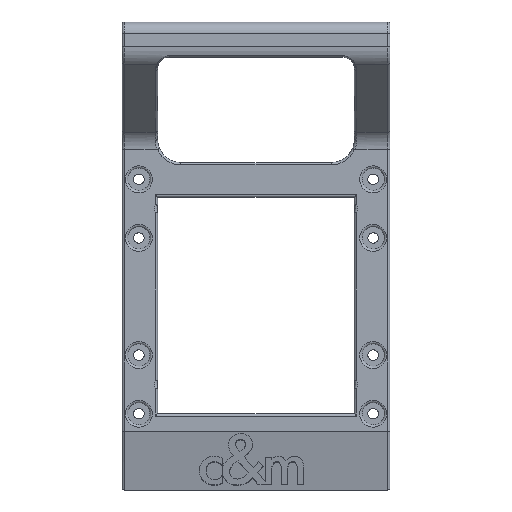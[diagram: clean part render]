
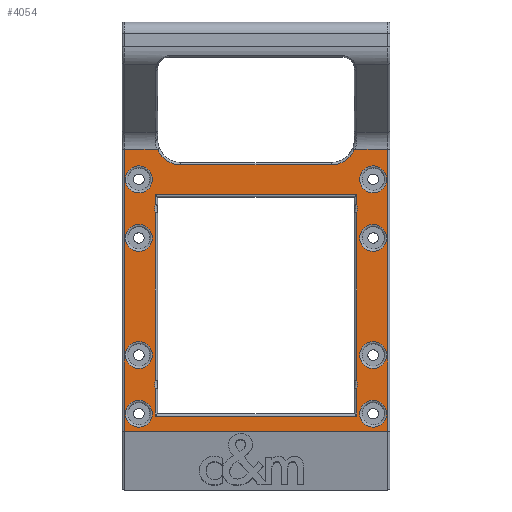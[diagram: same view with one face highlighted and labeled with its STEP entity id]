
A CAD part, front view. The second image highlights one B-rep face of the part: STEP entity #4054.
In plain terms, the highlighted planar face has unit normal (0, -1, 0).
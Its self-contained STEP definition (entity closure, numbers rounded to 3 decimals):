
#249=CIRCLE('',#4355,5.75);
#251=CIRCLE('',#4359,5.75);
#253=CIRCLE('',#4367,5.75);
#256=CIRCLE('',#4372,5.75);
#259=CIRCLE('',#4384,11.);
#260=CIRCLE('',#4385,11.);
#261=CIRCLE('',#4386,5.75);
#262=CIRCLE('',#4387,5.75);
#263=CIRCLE('',#4388,5.75);
#264=CIRCLE('',#4389,5.75);
#265=CIRCLE('',#4390,5.75);
#266=CIRCLE('',#4391,5.75);
#267=CIRCLE('',#4392,5.75);
#268=CIRCLE('',#4393,5.75);
#435=FACE_BOUND('',#876,.T.);
#436=FACE_BOUND('',#877,.T.);
#437=FACE_BOUND('',#878,.T.);
#438=FACE_BOUND('',#879,.T.);
#439=FACE_BOUND('',#880,.T.);
#440=FACE_BOUND('',#881,.T.);
#441=FACE_BOUND('',#882,.T.);
#442=FACE_BOUND('',#883,.T.);
#443=FACE_BOUND('',#884,.T.);
#616=FACE_OUTER_BOUND('',#875,.T.);
#875=EDGE_LOOP('',(#3457,#3458,#3459,#3460,#3461,#3462,#3463,#3464));
#876=EDGE_LOOP('',(#3465));
#877=EDGE_LOOP('',(#3466));
#878=EDGE_LOOP('',(#3467));
#879=EDGE_LOOP('',(#3468));
#880=EDGE_LOOP('',(#3469));
#881=EDGE_LOOP('',(#3470));
#882=EDGE_LOOP('',(#3471));
#883=EDGE_LOOP('',(#3472));
#884=EDGE_LOOP('',(#3473,#3474,#3475,#3476,#3477,#3478,#3479,#3480,#3481,
#3482,#3483,#3484));
#1253=LINE('',#7091,#1505);
#1261=LINE('',#7142,#1513);
#1267=LINE('',#7215,#1519);
#1289=LINE('',#7374,#1541);
#1315=LINE('',#7526,#1567);
#1316=LINE('',#7561,#1568);
#1317=LINE('',#7565,#1569);
#1319=LINE('',#7571,#1571);
#1322=LINE('',#7611,#1574);
#1324=LINE('',#7648,#1576);
#1325=LINE('',#7652,#1577);
#1326=LINE('',#7655,#1578);
#1334=LINE('',#7674,#1586);
#1335=LINE('',#7678,#1587);
#1505=VECTOR('',#4827,10.);
#1513=VECTOR('',#4891,10.);
#1519=VECTOR('',#4909,10.);
#1541=VECTOR('',#5019,10.);
#1567=VECTOR('',#5161,10.);
#1568=VECTOR('',#5170,10.);
#1569=VECTOR('',#5175,10.);
#1571=VECTOR('',#5181,10.);
#1574=VECTOR('',#5192,10.);
#1576=VECTOR('',#5202,10.);
#1577=VECTOR('',#5207,10.);
#1578=VECTOR('',#5212,10.);
#1586=VECTOR('',#5232,10.);
#1587=VECTOR('',#5235,10.);
#1793=VERTEX_POINT('',#7051);
#1803=VERTEX_POINT('',#7081);
#1805=VERTEX_POINT('',#7087);
#1826=VERTEX_POINT('',#7213);
#1866=VERTEX_POINT('',#7373);
#1899=VERTEX_POINT('',#7492);
#1900=VERTEX_POINT('',#7493);
#1901=VERTEX_POINT('',#7525);
#1902=VERTEX_POINT('',#7542);
#1903=VERTEX_POINT('',#7560);
#1904=VERTEX_POINT('',#7564);
#1906=VERTEX_POINT('',#7570);
#1908=VERTEX_POINT('',#7589);
#1911=VERTEX_POINT('',#7610);
#1913=VERTEX_POINT('',#7629);
#1914=VERTEX_POINT('',#7647);
#1915=VERTEX_POINT('',#7651);
#1920=VERTEX_POINT('',#7673);
#1921=VERTEX_POINT('',#7675);
#1922=VERTEX_POINT('',#7677);
#1923=VERTEX_POINT('',#7680);
#1924=VERTEX_POINT('',#7682);
#1925=VERTEX_POINT('',#7684);
#1926=VERTEX_POINT('',#7686);
#1927=VERTEX_POINT('',#7688);
#1928=VERTEX_POINT('',#7690);
#1929=VERTEX_POINT('',#7692);
#1930=VERTEX_POINT('',#7694);
#2272=EDGE_CURVE('',#1803,#1805,#1253,.T.);
#2298=EDGE_CURVE('',#1793,#1803,#1261,.T.);
#2308=EDGE_CURVE('',#1826,#1793,#1267,.T.);
#2365=EDGE_CURVE('',#1805,#1866,#1289,.T.);
#2421=EDGE_CURVE('',#1899,#1900,#249,.T.);
#2425=EDGE_CURVE('',#1900,#1901,#1315,.T.);
#2427=EDGE_CURVE('',#1901,#1902,#251,.T.);
#2430=EDGE_CURVE('',#1902,#1903,#1316,.T.);
#2432=EDGE_CURVE('',#1903,#1904,#1317,.T.);
#2435=EDGE_CURVE('',#1904,#1906,#1319,.T.);
#2438=EDGE_CURVE('',#1906,#1908,#253,.T.);
#2442=EDGE_CURVE('',#1908,#1911,#1322,.T.);
#2445=EDGE_CURVE('',#1911,#1913,#256,.T.);
#2448=EDGE_CURVE('',#1913,#1914,#1324,.T.);
#2450=EDGE_CURVE('',#1914,#1915,#1325,.T.);
#2452=EDGE_CURVE('',#1915,#1899,#1326,.T.);
#2462=EDGE_CURVE('',#1920,#1826,#1334,.T.);
#2463=EDGE_CURVE('',#1921,#1920,#259,.T.);
#2464=EDGE_CURVE('',#1922,#1921,#1335,.T.);
#2465=EDGE_CURVE('',#1866,#1922,#260,.T.);
#2466=EDGE_CURVE('',#1923,#1923,#261,.T.);
#2467=EDGE_CURVE('',#1924,#1924,#262,.T.);
#2468=EDGE_CURVE('',#1925,#1925,#263,.T.);
#2469=EDGE_CURVE('',#1926,#1926,#264,.T.);
#2470=EDGE_CURVE('',#1927,#1927,#265,.T.);
#2471=EDGE_CURVE('',#1928,#1928,#266,.T.);
#2472=EDGE_CURVE('',#1929,#1929,#267,.T.);
#2473=EDGE_CURVE('',#1930,#1930,#268,.T.);
#3457=ORIENTED_EDGE('',*,*,#2308,.F.);
#3458=ORIENTED_EDGE('',*,*,#2462,.F.);
#3459=ORIENTED_EDGE('',*,*,#2463,.F.);
#3460=ORIENTED_EDGE('',*,*,#2464,.F.);
#3461=ORIENTED_EDGE('',*,*,#2465,.F.);
#3462=ORIENTED_EDGE('',*,*,#2365,.F.);
#3463=ORIENTED_EDGE('',*,*,#2272,.F.);
#3464=ORIENTED_EDGE('',*,*,#2298,.F.);
#3465=ORIENTED_EDGE('',*,*,#2466,.F.);
#3466=ORIENTED_EDGE('',*,*,#2467,.F.);
#3467=ORIENTED_EDGE('',*,*,#2468,.F.);
#3468=ORIENTED_EDGE('',*,*,#2469,.F.);
#3469=ORIENTED_EDGE('',*,*,#2470,.F.);
#3470=ORIENTED_EDGE('',*,*,#2471,.F.);
#3471=ORIENTED_EDGE('',*,*,#2472,.F.);
#3472=ORIENTED_EDGE('',*,*,#2473,.F.);
#3473=ORIENTED_EDGE('',*,*,#2421,.F.);
#3474=ORIENTED_EDGE('',*,*,#2452,.F.);
#3475=ORIENTED_EDGE('',*,*,#2450,.F.);
#3476=ORIENTED_EDGE('',*,*,#2448,.F.);
#3477=ORIENTED_EDGE('',*,*,#2445,.F.);
#3478=ORIENTED_EDGE('',*,*,#2442,.F.);
#3479=ORIENTED_EDGE('',*,*,#2438,.F.);
#3480=ORIENTED_EDGE('',*,*,#2435,.F.);
#3481=ORIENTED_EDGE('',*,*,#2432,.F.);
#3482=ORIENTED_EDGE('',*,*,#2430,.F.);
#3483=ORIENTED_EDGE('',*,*,#2427,.F.);
#3484=ORIENTED_EDGE('',*,*,#2425,.F.);
#3867=PLANE('',#4383);
#4054=ADVANCED_FACE('',(#616,#435,#436,#437,#438,#439,#440,#441,#442,#443),
#3867,.T.);
#4355=AXIS2_PLACEMENT_3D('',#7494,#5155,#5156);
#4359=AXIS2_PLACEMENT_3D('',#7543,#5164,#5165);
#4367=AXIS2_PLACEMENT_3D('',#7590,#5185,#5186);
#4372=AXIS2_PLACEMENT_3D('',#7630,#5197,#5198);
#4383=AXIS2_PLACEMENT_3D('',#7672,#5230,#5231);
#4384=AXIS2_PLACEMENT_3D('',#7676,#5233,#5234);
#4385=AXIS2_PLACEMENT_3D('',#7679,#5236,#5237);
#4386=AXIS2_PLACEMENT_3D('',#7681,#5238,#5239);
#4387=AXIS2_PLACEMENT_3D('',#7683,#5240,#5241);
#4388=AXIS2_PLACEMENT_3D('',#7685,#5242,#5243);
#4389=AXIS2_PLACEMENT_3D('',#7687,#5244,#5245);
#4390=AXIS2_PLACEMENT_3D('',#7689,#5246,#5247);
#4391=AXIS2_PLACEMENT_3D('',#7691,#5248,#5249);
#4392=AXIS2_PLACEMENT_3D('',#7693,#5250,#5251);
#4393=AXIS2_PLACEMENT_3D('',#7695,#5252,#5253);
#4827=DIRECTION('',(0.,0.,1.));
#4891=DIRECTION('',(-1.,0.,0.));
#4909=DIRECTION('',(0.,0.,-1.));
#5019=DIRECTION('',(1.,0.,0.));
#5155=DIRECTION('center_axis',(0.,-1.,0.));
#5156=DIRECTION('ref_axis',(1.,0.,0.));
#5161=DIRECTION('',(0.,0.,1.));
#5164=DIRECTION('center_axis',(0.,-1.,0.));
#5165=DIRECTION('ref_axis',(1.,0.,0.));
#5170=DIRECTION('',(0.,0.,1.));
#5175=DIRECTION('',(-1.,0.,0.));
#5181=DIRECTION('',(0.,0.,-1.));
#5185=DIRECTION('center_axis',(0.,-1.,0.));
#5186=DIRECTION('ref_axis',(-1.,0.,0.));
#5192=DIRECTION('',(0.,0.,-1.));
#5197=DIRECTION('center_axis',(0.,-1.,0.));
#5198=DIRECTION('ref_axis',(-1.,0.,0.));
#5202=DIRECTION('',(0.,0.,-1.));
#5207=DIRECTION('',(1.,0.,0.));
#5212=DIRECTION('',(0.,0.,1.));
#5230=DIRECTION('center_axis',(0.,-1.,0.));
#5231=DIRECTION('ref_axis',(0.,0.,-1.));
#5232=DIRECTION('',(1.,0.,0.));
#5233=DIRECTION('center_axis',(0.,-1.,0.));
#5234=DIRECTION('ref_axis',(0.53,0.,-0.848));
#5235=DIRECTION('',(1.,0.,0.));
#5236=DIRECTION('center_axis',(0.,-1.,0.));
#5237=DIRECTION('ref_axis',(-0.53,0.,-0.848));
#5238=DIRECTION('center_axis',(0.,-1.,0.));
#5239=DIRECTION('ref_axis',(0.,0.,1.));
#5240=DIRECTION('center_axis',(0.,-1.,0.));
#5241=DIRECTION('ref_axis',(0.,0.,1.));
#5242=DIRECTION('center_axis',(0.,-1.,0.));
#5243=DIRECTION('ref_axis',(0.,0.,1.));
#5244=DIRECTION('center_axis',(0.,-1.,0.));
#5245=DIRECTION('ref_axis',(0.,0.,1.));
#5246=DIRECTION('center_axis',(0.,-1.,0.));
#5247=DIRECTION('ref_axis',(0.,0.,1.));
#5248=DIRECTION('center_axis',(0.,-1.,0.));
#5249=DIRECTION('ref_axis',(0.,0.,1.));
#5250=DIRECTION('center_axis',(0.,-1.,0.));
#5251=DIRECTION('ref_axis',(0.,0.,1.));
#5252=DIRECTION('center_axis',(0.,-1.,0.));
#5253=DIRECTION('ref_axis',(0.,0.,1.));
#7051=CARTESIAN_POINT('',(113.3,-7.,-0.301));
#7081=CARTESIAN_POINT('',(1.,-7.,-0.301));
#7087=CARTESIAN_POINT('',(1.,-7.,119.915));
#7091=CARTESIAN_POINT('',(1.,-7.,85.725));
#7142=CARTESIAN_POINT('',(57.15,-7.,-0.301));
#7213=CARTESIAN_POINT('',(113.3,-7.,119.915));
#7215=CARTESIAN_POINT('',(113.3,-7.,108.225));
#7373=CARTESIAN_POINT('',(15.056,-7.,119.915));
#7374=CARTESIAN_POINT('',(36.147,-7.,119.915));
#7492=CARTESIAN_POINT('',(100.155,-7.,17.99));
#7493=CARTESIAN_POINT('',(100.155,-7.,21.31));
#7494=CARTESIAN_POINT('Origin',(94.65,-7.,19.65));
#7525=CARTESIAN_POINT('',(100.155,-7.,92.99));
#7526=CARTESIAN_POINT('',(100.155,-7.,78.32));
#7542=CARTESIAN_POINT('',(100.155,-7.,96.31));
#7543=CARTESIAN_POINT('Origin',(94.65,-7.,94.65));
#7560=CARTESIAN_POINT('',(100.155,-7.,100.491));
#7561=CARTESIAN_POINT('',(100.155,-7.,78.32));
#7564=CARTESIAN_POINT('',(14.145,-7.,100.491));
#7565=CARTESIAN_POINT('',(36.147,-7.,100.491));
#7570=CARTESIAN_POINT('',(14.145,-7.,96.31));
#7571=CARTESIAN_POINT('',(14.145,-7.,32.15));
#7589=CARTESIAN_POINT('',(14.145,-7.,92.99));
#7590=CARTESIAN_POINT('Origin',(19.65,-7.,94.65));
#7610=CARTESIAN_POINT('',(14.145,-7.,21.31));
#7611=CARTESIAN_POINT('',(14.145,-7.,32.15));
#7629=CARTESIAN_POINT('',(14.145,-7.,17.99));
#7630=CARTESIAN_POINT('Origin',(19.65,-7.,19.65));
#7647=CARTESIAN_POINT('',(14.145,-7.,6.15));
#7648=CARTESIAN_POINT('',(14.145,-7.,32.15));
#7651=CARTESIAN_POINT('',(100.155,-7.,6.15));
#7652=CARTESIAN_POINT('',(78.153,-7.,6.15));
#7655=CARTESIAN_POINT('',(100.155,-7.,78.32));
#7672=CARTESIAN_POINT('Origin',(57.15,-7.,57.15));
#7673=CARTESIAN_POINT('',(99.244,-7.,119.915));
#7674=CARTESIAN_POINT('',(85.725,-7.,119.915));
#7675=CARTESIAN_POINT('',(89.155,-7.,113.3));
#7676=CARTESIAN_POINT('Origin',(89.155,-7.,124.3));
#7677=CARTESIAN_POINT('',(25.145,-7.,113.3));
#7678=CARTESIAN_POINT('',(85.725,-7.,113.3));
#7679=CARTESIAN_POINT('Origin',(25.145,-7.,124.3));
#7680=CARTESIAN_POINT('',(107.15,-7.,101.4));
#7681=CARTESIAN_POINT('Origin',(107.15,-7.,107.15));
#7682=CARTESIAN_POINT('',(7.15,-7.,101.4));
#7683=CARTESIAN_POINT('Origin',(7.15,-7.,107.15));
#7684=CARTESIAN_POINT('',(7.15,-7.,26.4));
#7685=CARTESIAN_POINT('Origin',(7.15,-7.,32.15));
#7686=CARTESIAN_POINT('',(107.15,-7.,1.4));
#7687=CARTESIAN_POINT('Origin',(107.15,-7.,7.15));
#7688=CARTESIAN_POINT('',(107.15,-7.,76.4));
#7689=CARTESIAN_POINT('Origin',(107.15,-7.,82.15));
#7690=CARTESIAN_POINT('',(7.15,-7.,76.4));
#7691=CARTESIAN_POINT('Origin',(7.15,-7.,82.15));
#7692=CARTESIAN_POINT('',(7.15,-7.,1.4));
#7693=CARTESIAN_POINT('Origin',(7.15,-7.,7.15));
#7694=CARTESIAN_POINT('',(107.15,-7.,26.4));
#7695=CARTESIAN_POINT('Origin',(107.15,-7.,32.15));
